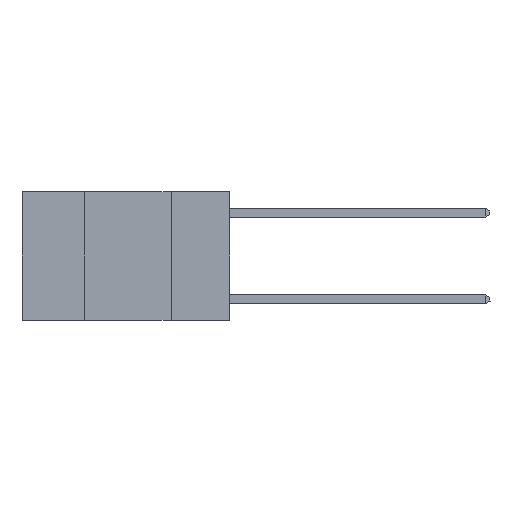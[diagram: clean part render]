
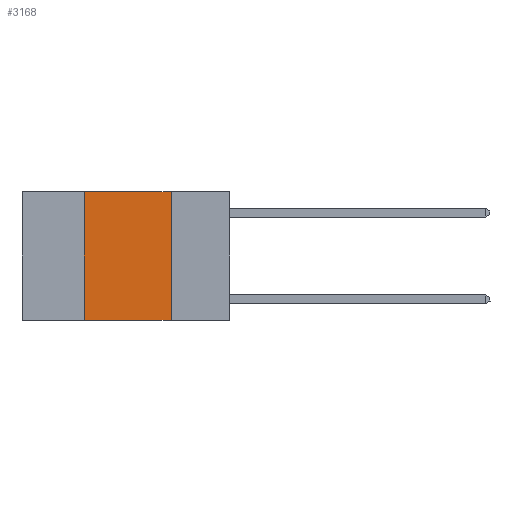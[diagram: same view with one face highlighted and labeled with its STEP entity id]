
A CAD part, left-side view. The second image highlights one B-rep face of the part: STEP entity #3168.
In plain terms, the highlighted planar face has unit normal (-1, 0, 0).
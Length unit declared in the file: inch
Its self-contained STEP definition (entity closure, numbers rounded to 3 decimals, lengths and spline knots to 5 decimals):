
#671 = AXIS2_PLACEMENT_3D ( 'NONE', #4224, #8748, #19066 ) ;
#3168 = ADVANCED_FACE ( 'NONE', ( #18841 ), #13182, .F. ) ;
#3196 = ORIENTED_EDGE ( 'NONE', *, *, #13049, .F. ) ;
#4010 = DIRECTION ( 'NONE',  ( 0., 0., -1. ) ) ;
#4207 = CARTESIAN_POINT ( 'NONE',  ( 0., 0.17, -0.37 ) ) ;
#4224 = CARTESIAN_POINT ( 'NONE',  ( 0., 0.6, 0. ) ) ;
#4672 = LINE ( 'NONE', #12938, #12154 ) ;
#4895 = CARTESIAN_POINT ( 'NONE',  ( 0., 0.42, 0. ) ) ;
#6441 = DIRECTION ( 'NONE',  ( 0., 0., 1. ) ) ;
#7008 = CARTESIAN_POINT ( 'NONE',  ( 0., 0.17, 0. ) ) ;
#7089 = EDGE_CURVE ( 'NONE', #11130, #15368, #4672, .T. ) ;
#7194 = ORIENTED_EDGE ( 'NONE', *, *, #12790, .T. ) ;
#7524 = VECTOR ( 'NONE', #10469, 39.37008 ) ;
#8748 = DIRECTION ( 'NONE',  ( 1., 0., 0. ) ) ;
#8963 = CARTESIAN_POINT ( 'NONE',  ( 0., 0.6, -0.37 ) ) ;
#10469 = DIRECTION ( 'NONE',  ( 0., -1., 0. ) ) ;
#10720 = ORIENTED_EDGE ( 'NONE', *, *, #11970, .F. ) ;
#11130 = VERTEX_POINT ( 'NONE', #12746 ) ;
#11730 = LINE ( 'NONE', #4895, #19071 ) ;
#11970 = EDGE_CURVE ( 'NONE', #15368, #15830, #18885, .T. ) ;
#12154 = VECTOR ( 'NONE', #14432, 39.37008 ) ;
#12746 = CARTESIAN_POINT ( 'NONE',  ( 0., 0.42, 0. ) ) ;
#12790 = EDGE_CURVE ( 'NONE', #18354, #15830, #15438, .T. ) ;
#12938 = CARTESIAN_POINT ( 'NONE',  ( 0., 0.6, 0. ) ) ;
#13049 = EDGE_CURVE ( 'NONE', #18354, #11130, #11730, .T. ) ;
#13182 = PLANE ( 'NONE',  #671 ) ;
#13558 = CARTESIAN_POINT ( 'NONE',  ( 0., 0.17, 0. ) ) ;
#14432 = DIRECTION ( 'NONE',  ( 0., -1., 0. ) ) ;
#14996 = VECTOR ( 'NONE', #4010, 39.37008 ) ;
#15368 = VERTEX_POINT ( 'NONE', #13558 ) ;
#15438 = LINE ( 'NONE', #8963, #7524 ) ;
#15830 = VERTEX_POINT ( 'NONE', #4207 ) ;
#16593 = CARTESIAN_POINT ( 'NONE',  ( 0., 0.42, -0.37 ) ) ;
#18354 = VERTEX_POINT ( 'NONE', #16593 ) ;
#18544 = ORIENTED_EDGE ( 'NONE', *, *, #7089, .F. ) ;
#18743 = EDGE_LOOP ( 'NONE', ( #10720, #18544, #3196, #7194 ) ) ;
#18841 = FACE_OUTER_BOUND ( 'NONE', #18743, .T. ) ;
#18885 = LINE ( 'NONE', #7008, #14996 ) ;
#19066 = DIRECTION ( 'NONE',  ( 0., 0., -1. ) ) ;
#19071 = VECTOR ( 'NONE', #6441, 39.37008 ) ;
